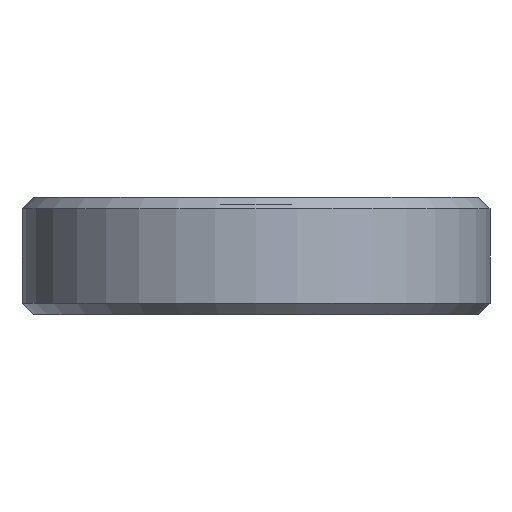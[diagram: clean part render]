
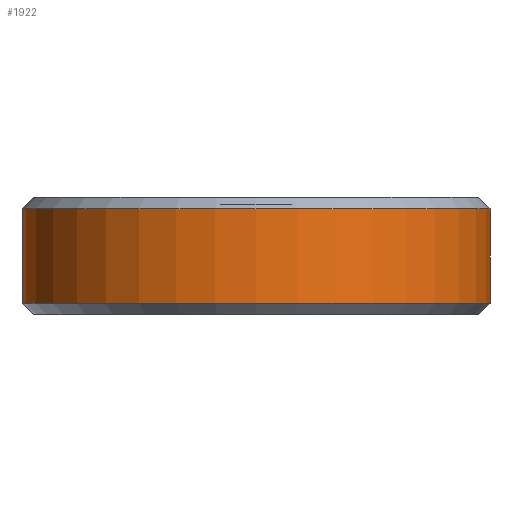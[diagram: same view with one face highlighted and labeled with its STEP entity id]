
A CAD part, left-side view. The second image highlights one B-rep face of the part: STEP entity #1922.
In plain terms, the highlighted cylindrical face has radius 6.25 mm (diameter 12.5 mm), a partial arc.
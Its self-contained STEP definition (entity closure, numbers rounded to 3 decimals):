
#382 = CONICAL_SURFACE('',#383,6.25,0.785);
#383 = AXIS2_PLACEMENT_3D('',#384,#385,#386);
#384 = CARTESIAN_POINT('',(0.,0.,0.3));
#385 = DIRECTION('',(0.,0.,1.));
#386 = DIRECTION('',(0.,1.,0.));
#1051 = VERTEX_POINT('',#1052);
#1052 = CARTESIAN_POINT('',(0.,-6.25,0.3));
#1087 = PLANE('',#1088);
#1088 = AXIS2_PLACEMENT_3D('',#1089,#1090,#1091);
#1089 = CARTESIAN_POINT('',(237.5,-6.25,0.));
#1090 = DIRECTION('',(0.,-1.,0.));
#1091 = DIRECTION('',(-1.,0.,0.));
#1105 = VERTEX_POINT('',#1106);
#1106 = CARTESIAN_POINT('',(0.,6.25,0.3));
#1126 = EDGE_CURVE('',#1105,#1051,#1127,.T.);
#1127 = SURFACE_CURVE('',#1128,(#1133,#1140),.PCURVE_S1.);
#1128 = CIRCLE('',#1129,6.25);
#1129 = AXIS2_PLACEMENT_3D('',#1130,#1131,#1132);
#1130 = CARTESIAN_POINT('',(0.,0.,0.3));
#1131 = DIRECTION('',(0.,-0.,1.));
#1132 = DIRECTION('',(0.,1.,0.));
#1133 = PCURVE('',#382,#1134);
#1134 = DEFINITIONAL_REPRESENTATION('',(#1135),#1139);
#1135 = LINE('',#1136,#1137);
#1136 = CARTESIAN_POINT('',(0.,-0.));
#1137 = VECTOR('',#1138,1.);
#1138 = DIRECTION('',(1.,-0.));
#1139 = ( GEOMETRIC_REPRESENTATION_CONTEXT(2) 
PARAMETRIC_REPRESENTATION_CONTEXT() REPRESENTATION_CONTEXT('2D SPACE',''
  ) );
#1140 = PCURVE('',#1141,#1146);
#1141 = CYLINDRICAL_SURFACE('',#1142,6.25);
#1142 = AXIS2_PLACEMENT_3D('',#1143,#1144,#1145);
#1143 = CARTESIAN_POINT('',(0.,0.,0.));
#1144 = DIRECTION('',(-0.,-0.,-1.));
#1145 = DIRECTION('',(1.,0.,0.));
#1146 = DEFINITIONAL_REPRESENTATION('',(#1147),#1151);
#1147 = LINE('',#1148,#1149);
#1148 = CARTESIAN_POINT('',(-1.571,-0.3));
#1149 = VECTOR('',#1150,1.);
#1150 = DIRECTION('',(-1.,0.));
#1151 = ( GEOMETRIC_REPRESENTATION_CONTEXT(2) 
PARAMETRIC_REPRESENTATION_CONTEXT() REPRESENTATION_CONTEXT('2D SPACE',''
  ) );
#1173 = PLANE('',#1174);
#1174 = AXIS2_PLACEMENT_3D('',#1175,#1176,#1177);
#1175 = CARTESIAN_POINT('',(237.5,6.25,0.));
#1176 = DIRECTION('',(0.,-1.,0.));
#1177 = DIRECTION('',(-1.,0.,0.));
#1874 = VERTEX_POINT('',#1875);
#1875 = CARTESIAN_POINT('',(0.,-6.25,2.825));
#1901 = EDGE_CURVE('',#1051,#1874,#1902,.T.);
#1902 = SURFACE_CURVE('',#1903,(#1907,#1914),.PCURVE_S1.);
#1903 = LINE('',#1904,#1905);
#1904 = CARTESIAN_POINT('',(0.,-6.25,0.));
#1905 = VECTOR('',#1906,1.);
#1906 = DIRECTION('',(0.,0.,1.));
#1907 = PCURVE('',#1087,#1908);
#1908 = DEFINITIONAL_REPRESENTATION('',(#1909),#1913);
#1909 = LINE('',#1910,#1911);
#1910 = CARTESIAN_POINT('',(237.5,0.));
#1911 = VECTOR('',#1912,1.);
#1912 = DIRECTION('',(0.,-1.));
#1913 = ( GEOMETRIC_REPRESENTATION_CONTEXT(2) 
PARAMETRIC_REPRESENTATION_CONTEXT() REPRESENTATION_CONTEXT('2D SPACE',''
  ) );
#1914 = PCURVE('',#1141,#1915);
#1915 = DEFINITIONAL_REPRESENTATION('',(#1916),#1920);
#1916 = LINE('',#1917,#1918);
#1917 = CARTESIAN_POINT('',(-4.712,0.));
#1918 = VECTOR('',#1919,1.);
#1919 = DIRECTION('',(-0.,-1.));
#1920 = ( GEOMETRIC_REPRESENTATION_CONTEXT(2) 
PARAMETRIC_REPRESENTATION_CONTEXT() REPRESENTATION_CONTEXT('2D SPACE',''
  ) );
#1922 = ADVANCED_FACE('',(#1923),#1141,.T.);
#1923 = FACE_BOUND('',#1924,.F.);
#1924 = EDGE_LOOP('',(#1925,#1948,#1975,#1976));
#1925 = ORIENTED_EDGE('',*,*,#1926,.T.);
#1926 = EDGE_CURVE('',#1105,#1927,#1929,.T.);
#1927 = VERTEX_POINT('',#1928);
#1928 = CARTESIAN_POINT('',(0.,6.25,2.825));
#1929 = SURFACE_CURVE('',#1930,(#1934,#1941),.PCURVE_S1.);
#1930 = LINE('',#1931,#1932);
#1931 = CARTESIAN_POINT('',(0.,6.25,0.));
#1932 = VECTOR('',#1933,1.);
#1933 = DIRECTION('',(0.,0.,1.));
#1934 = PCURVE('',#1141,#1935);
#1935 = DEFINITIONAL_REPRESENTATION('',(#1936),#1940);
#1936 = LINE('',#1937,#1938);
#1937 = CARTESIAN_POINT('',(-1.571,0.));
#1938 = VECTOR('',#1939,1.);
#1939 = DIRECTION('',(-0.,-1.));
#1940 = ( GEOMETRIC_REPRESENTATION_CONTEXT(2) 
PARAMETRIC_REPRESENTATION_CONTEXT() REPRESENTATION_CONTEXT('2D SPACE',''
  ) );
#1941 = PCURVE('',#1173,#1942);
#1942 = DEFINITIONAL_REPRESENTATION('',(#1943),#1947);
#1943 = LINE('',#1944,#1945);
#1944 = CARTESIAN_POINT('',(237.5,0.));
#1945 = VECTOR('',#1946,1.);
#1946 = DIRECTION('',(0.,-1.));
#1947 = ( GEOMETRIC_REPRESENTATION_CONTEXT(2) 
PARAMETRIC_REPRESENTATION_CONTEXT() REPRESENTATION_CONTEXT('2D SPACE',''
  ) );
#1948 = ORIENTED_EDGE('',*,*,#1949,.T.);
#1949 = EDGE_CURVE('',#1927,#1874,#1950,.T.);
#1950 = SURFACE_CURVE('',#1951,(#1956,#1963),.PCURVE_S1.);
#1951 = CIRCLE('',#1952,6.25);
#1952 = AXIS2_PLACEMENT_3D('',#1953,#1954,#1955);
#1953 = CARTESIAN_POINT('',(0.,0.,2.825));
#1954 = DIRECTION('',(0.,-0.,1.));
#1955 = DIRECTION('',(0.,1.,0.));
#1956 = PCURVE('',#1141,#1957);
#1957 = DEFINITIONAL_REPRESENTATION('',(#1958),#1962);
#1958 = LINE('',#1959,#1960);
#1959 = CARTESIAN_POINT('',(-1.571,-2.825));
#1960 = VECTOR('',#1961,1.);
#1961 = DIRECTION('',(-1.,0.));
#1962 = ( GEOMETRIC_REPRESENTATION_CONTEXT(2) 
PARAMETRIC_REPRESENTATION_CONTEXT() REPRESENTATION_CONTEXT('2D SPACE',''
  ) );
#1963 = PCURVE('',#1964,#1969);
#1964 = CONICAL_SURFACE('',#1965,6.25,0.785);
#1965 = AXIS2_PLACEMENT_3D('',#1966,#1967,#1968);
#1966 = CARTESIAN_POINT('',(0.,0.,2.825));
#1967 = DIRECTION('',(-0.,-0.,-1.));
#1968 = DIRECTION('',(0.,1.,0.));
#1969 = DEFINITIONAL_REPRESENTATION('',(#1970),#1974);
#1970 = LINE('',#1971,#1972);
#1971 = CARTESIAN_POINT('',(-0.,-0.));
#1972 = VECTOR('',#1973,1.);
#1973 = DIRECTION('',(-1.,-0.));
#1974 = ( GEOMETRIC_REPRESENTATION_CONTEXT(2) 
PARAMETRIC_REPRESENTATION_CONTEXT() REPRESENTATION_CONTEXT('2D SPACE',''
  ) );
#1975 = ORIENTED_EDGE('',*,*,#1901,.F.);
#1976 = ORIENTED_EDGE('',*,*,#1126,.F.);
